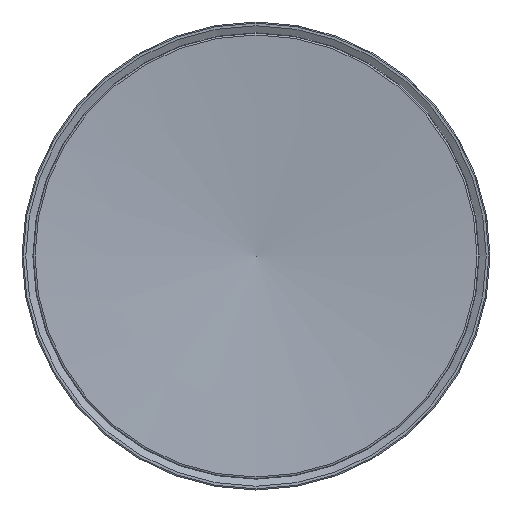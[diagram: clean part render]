
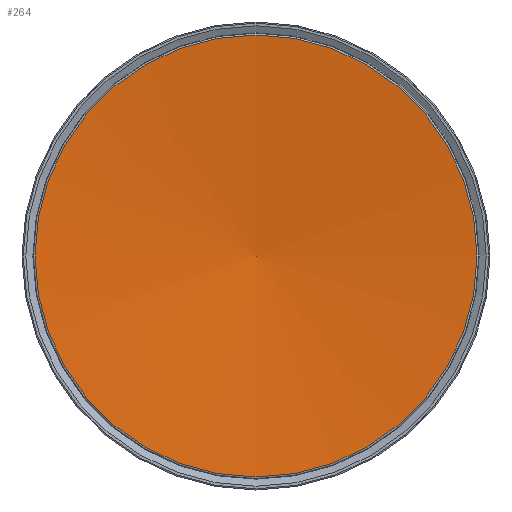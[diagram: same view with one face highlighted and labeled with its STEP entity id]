
A CAD part, left-side view. The second image highlights one B-rep face of the part: STEP entity #264.
In plain terms, the highlighted conical face has half-angle 85 degrees and reference radius 118.051 mm.
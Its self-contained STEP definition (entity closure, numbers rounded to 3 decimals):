
#253=VERTEX_LOOP('',#439);
#264=ADVANCED_FACE('',(#298,#299),#287,.F.);
#287=CONICAL_SURFACE('',#517,118.051,85.);
#298=FACE_BOUND('',#346,.T.);
#299=FACE_BOUND('',#253,.T.);
#346=EDGE_LOOP('',(#394));
#394=ORIENTED_EDGE('',*,*,#463,.T.);
#438=VERTEX_POINT('',#661);
#439=VERTEX_POINT('',#663);
#463=EDGE_CURVE('',#438,#438,#487,.T.);
#487=CIRCLE('',#515,118.051);
#515=AXIS2_PLACEMENT_3D('',#660,#564,#565);
#517=AXIS2_PLACEMENT_3D('',#664,#568,#569);
#564=DIRECTION('',(-1.,0.,0.));
#565=DIRECTION('',(0.,0.,1.));
#568=DIRECTION('',(-1.,0.,0.));
#569=DIRECTION('',(0.,0.,1.));
#660=CARTESIAN_POINT('',(0.956,0.,0.));
#661=CARTESIAN_POINT('',(0.956,0.,118.051));
#663=CARTESIAN_POINT('',(11.284,0.,0.));
#664=CARTESIAN_POINT('',(0.956,0.,0.));
